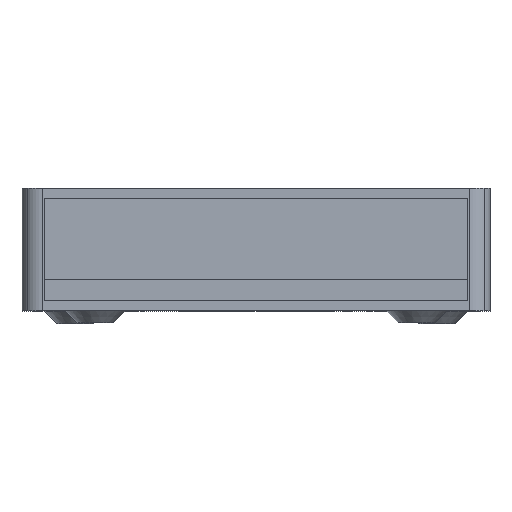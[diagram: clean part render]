
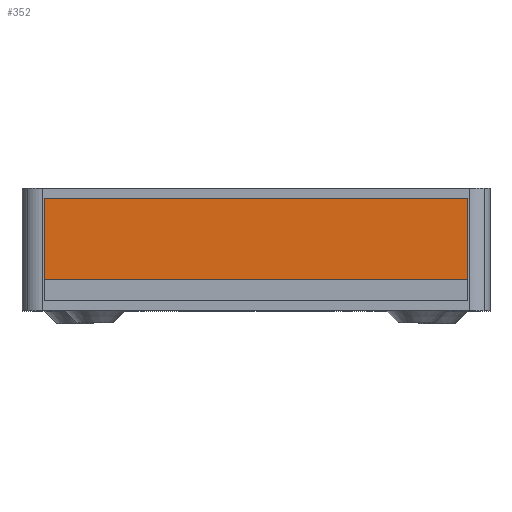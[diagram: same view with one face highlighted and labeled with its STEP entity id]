
A CAD part, top view. The second image highlights one B-rep face of the part: STEP entity #352.
In plain terms, the highlighted planar face has unit normal (0, 0, 1).
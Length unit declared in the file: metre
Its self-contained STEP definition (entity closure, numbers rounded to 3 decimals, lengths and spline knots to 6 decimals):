
#352 = ADVANCED_FACE ( 'NONE', ( #7819 ), #13007, .F. ) ;
#3588 = CARTESIAN_POINT ( 'NONE',  ( 0.052, 0.0075, 0.068 ) ) ;
#7819 = FACE_OUTER_BOUND ( 'NONE', #28251, .T. ) ;
#7913 = EDGE_CURVE ( 'NONE', #41968, #26146, #57357, .T. ) ;
#11665 = ORIENTED_EDGE ( 'NONE', *, *, #59989, .F. ) ;
#13007 = PLANE ( 'NONE',  #40260 ) ;
#13975 = CARTESIAN_POINT ( 'NONE',  ( 0.026, 0.0075, 0.068 ) ) ;
#14721 = CARTESIAN_POINT ( 'NONE',  ( -0.052, 0.0275, 0.068 ) ) ;
#14986 = ORIENTED_EDGE ( 'NONE', *, *, #7913, .T. ) ;
#18380 = CARTESIAN_POINT ( 'NONE',  ( -0.052, 0.0275, 0.068 ) ) ;
#21077 = VERTEX_POINT ( 'NONE', #32970 ) ;
#22951 = VECTOR ( 'NONE', #46789, 1. ) ;
#25822 = CARTESIAN_POINT ( 'NONE',  ( -0.052, 0.0075, 0.068 ) ) ;
#26146 = VERTEX_POINT ( 'NONE', #3588 ) ;
#28251 = EDGE_LOOP ( 'NONE', ( #14986, #55990, #11665, #30326 ) ) ;
#29346 = VERTEX_POINT ( 'NONE', #14721 ) ;
#29725 = DIRECTION ( 'NONE',  ( 0., 1., 0. ) ) ;
#30326 = ORIENTED_EDGE ( 'NONE', *, *, #38952, .F. ) ;
#32487 = VECTOR ( 'NONE', #43674, 1. ) ;
#32970 = CARTESIAN_POINT ( 'NONE',  ( 0.052, 0.0275, 0.068 ) ) ;
#37632 = DIRECTION ( 'NONE',  ( 0., 0., -1. ) ) ;
#38952 = EDGE_CURVE ( 'NONE', #41968, #29346, #60196, .T. ) ;
#40260 = AXIS2_PLACEMENT_3D ( 'NONE', #46401, #37632, #57644 ) ;
#40522 = LINE ( 'NONE', #40742, #56189 ) ;
#40742 = CARTESIAN_POINT ( 'NONE',  ( 0.052, 0.0275, 0.068 ) ) ;
#41968 = VERTEX_POINT ( 'NONE', #25822 ) ;
#43674 = DIRECTION ( 'NONE',  ( 1., 0., 0. ) ) ;
#43834 = VECTOR ( 'NONE', #29725, 1. ) ;
#45542 = DIRECTION ( 'NONE',  ( 0., -1., 0. ) ) ;
#46401 = CARTESIAN_POINT ( 'NONE',  ( 0., 0.015, 0.068 ) ) ;
#46618 = EDGE_CURVE ( 'NONE', #21077, #26146, #40522, .T. ) ;
#46789 = DIRECTION ( 'NONE',  ( 1., 0., 0. ) ) ;
#47932 = CARTESIAN_POINT ( 'NONE',  ( -0.052, 0.0025, 0.068 ) ) ;
#55990 = ORIENTED_EDGE ( 'NONE', *, *, #46618, .F. ) ;
#56189 = VECTOR ( 'NONE', #45542, 1. ) ;
#57357 = LINE ( 'NONE', #13975, #22951 ) ;
#57644 = DIRECTION ( 'NONE',  ( -1., 0., 0. ) ) ;
#59989 = EDGE_CURVE ( 'NONE', #29346, #21077, #61618, .T. ) ;
#60196 = LINE ( 'NONE', #47932, #43834 ) ;
#61618 = LINE ( 'NONE', #18380, #32487 ) ;
